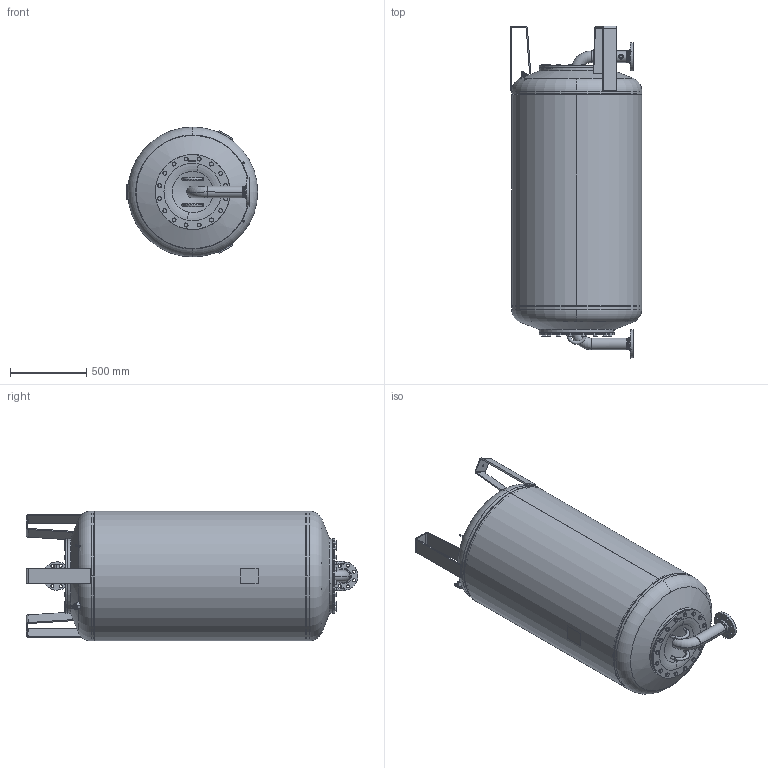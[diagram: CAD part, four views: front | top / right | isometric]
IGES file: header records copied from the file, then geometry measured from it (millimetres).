
Global section: file name: No Iges File Name specified; native system: Autodesk Inventor 2009; preprocessor: AutoDesk Inventor Iges Exporter R2009; author: CADJOBServer; date: 20091019.085822; units: millimetre
Bounding box: 859.69 x 2170.96 x 850 mm (x, y, z)
Volume: 44007930.8 mm3; surface area: 18169298.5 mm2
Topology: 51 solids, 51 shells, 2188 faces, 5444 edges, 3515 vertices
Faces by surface type: plane 749, bspline 447, cone 338, revolution 272, cylinder 268, torus 101, sphere 13
